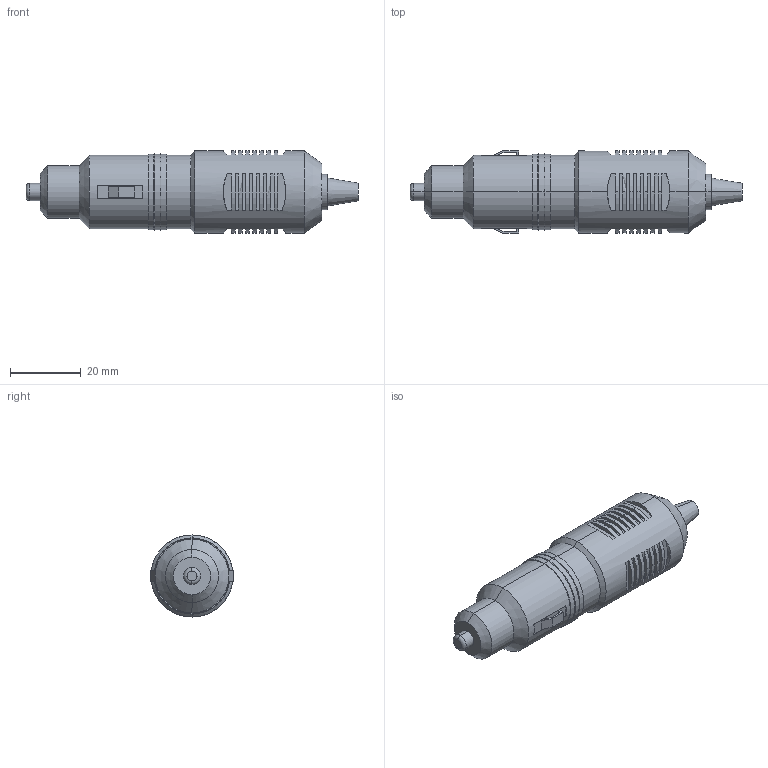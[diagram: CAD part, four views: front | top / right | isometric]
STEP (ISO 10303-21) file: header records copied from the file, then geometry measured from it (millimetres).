
FILE_DESCRIPTION (( 'STEP AP214' ), '1' );
FILE_NAME ('BK-6142.STEP', '2019-10-14T14:45:55', ( '' ), ( '' ), 'SwSTEP 2.0', 'SolidWorks 2017', '' );
FILE_SCHEMA (( 'AUTOMOTIVE_DESIGN' ));
Length unit declared in the file: millimetre
Products named in the file (1): BK-6142
Bounding box: 93.9 x 23.2 x 23.2 mm (x, y, z)
Volume: 27695.7 mm3; surface area: 7153.3 mm2
Topology: 5 solids, 5 shells, 172 faces, 398 edges, 258 vertices
Faces by surface type: plane 128, cylinder 28, cone 10, torus 6
Entity records: 5080 total; most frequent: CARTESIAN_POINT 965, DIRECTION 884, ORIENTED_EDGE 796, EDGE_CURVE 398, AXIS2_PLACEMENT_3D 325, VERTEX_POINT 258, LINE 234, VECTOR 234
